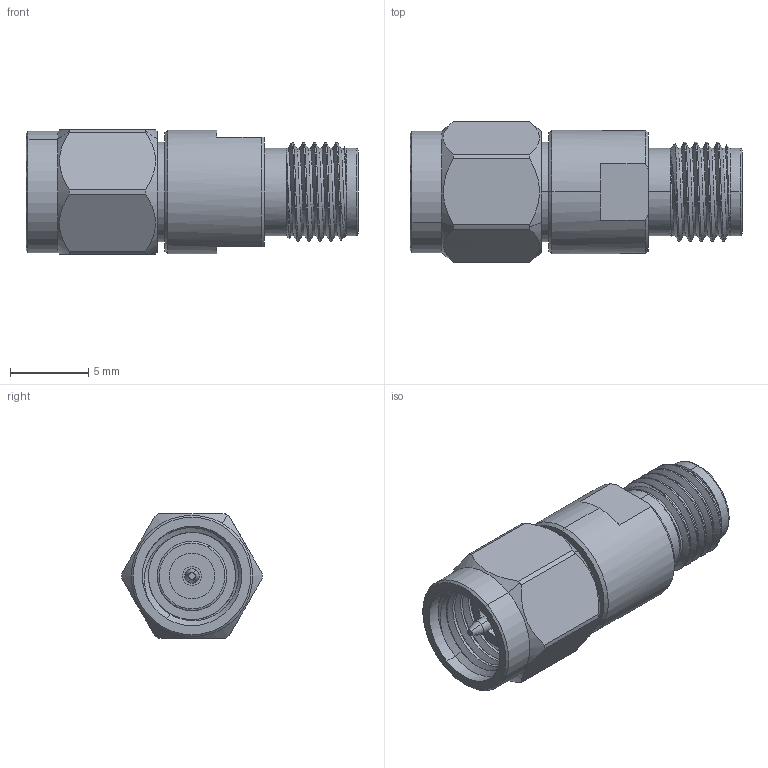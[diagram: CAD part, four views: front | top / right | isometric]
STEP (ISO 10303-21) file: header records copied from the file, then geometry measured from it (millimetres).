
FILE_DESCRIPTION (( 'STEP AP214' ), '1' );
FILE_NAME ('SD8225A_3D.step', '2025-04-28T16:02:01', ( '' ), ( '' ), 'SwSTEP 2.0', 'SolidWorks 2022', '' );
FILE_SCHEMA (( 'AUTOMOTIVE_DESIGN' ));
Length unit declared in the file: inch
Products named in the file (1): SD8225A_3D
Bounding box: 21.22 x 8.99 x 7.94 mm (x, y, z)
Volume: 745.9 mm3; surface area: 947.3 mm2
Topology: 1 solids, 1 shells, 124 faces, 307 edges, 196 vertices
Faces by surface type: cylinder 57, plane 31, cone 26, bspline 8, torus 2
Entity records: 6648 total; most frequent: CARTESIAN_POINT 3836, ORIENTED_EDGE 614, DIRECTION 547, EDGE_CURVE 307, AXIS2_PLACEMENT_3D 221, VERTEX_POINT 196, EDGE_LOOP 135, ADVANCED_FACE 124
